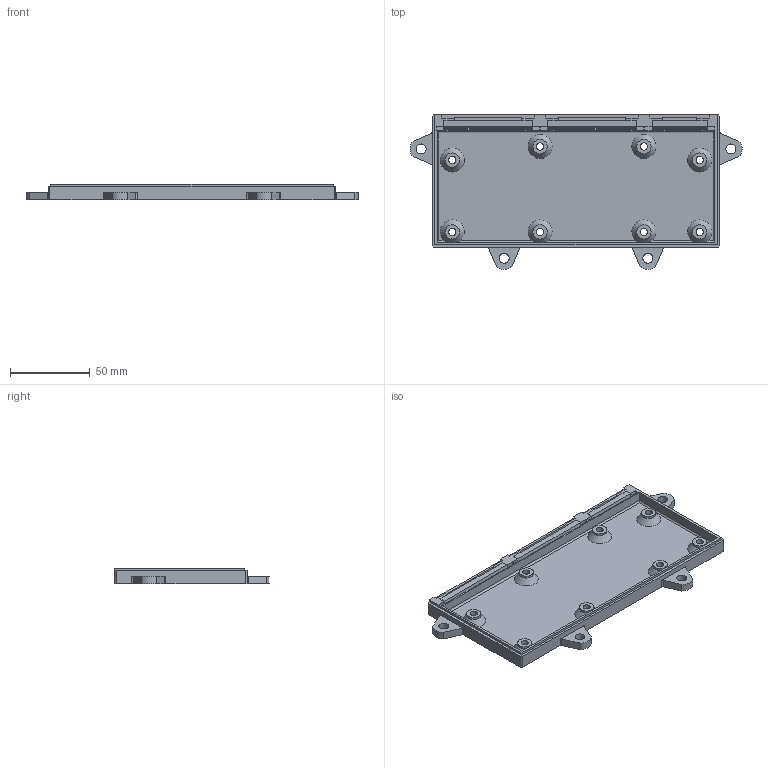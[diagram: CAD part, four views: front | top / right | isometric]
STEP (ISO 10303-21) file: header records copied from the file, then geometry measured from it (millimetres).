
FILE_DESCRIPTION(/* description */ (''),/* implementation_level */ '2;1');
FILE_NAME(/* name */ 'PowerUnitBottom.step',/* time_stamp */ '2020-05-13T21:36:13+02:00',/* author */ (''),/* organization */ (''),/* preprocessor_version */ 'ST-DEVELOPER v18.1',/* originating_system */ 'Autodesk Translation Framework v9.2.0.1227',/* authorisation */ '');
FILE_SCHEMA (('AUTOMOTIVE_DESIGN { 1 0 10303 214 3 1 1 }'));
Length unit declared in the file: millimetre
Products named in the file (1): PowerUnitBottom
Bounding box: 207.95 x 96.97 x 10 mm (x, y, z)
Volume: 66366.3 mm3; surface area: 44733.2 mm2
Topology: 1 solids, 1 shells, 847 faces, 2332 edges, 1548 vertices
Faces by surface type: plane 462, bspline 315, cylinder 54, cone 16
Full cylindrical faces by diameter (mm): 4.5 x8, 6.2 x4, 8 x8, 9 x8
Entity records: 29725 total; most frequent: CARTESIAN_POINT 10163, ORIENTED_EDGE 4664, DIRECTION 2872, EDGE_CURVE 2332, LINE 1574, VECTOR 1574, VERTEX_POINT 1548, EDGE_LOOP 932
